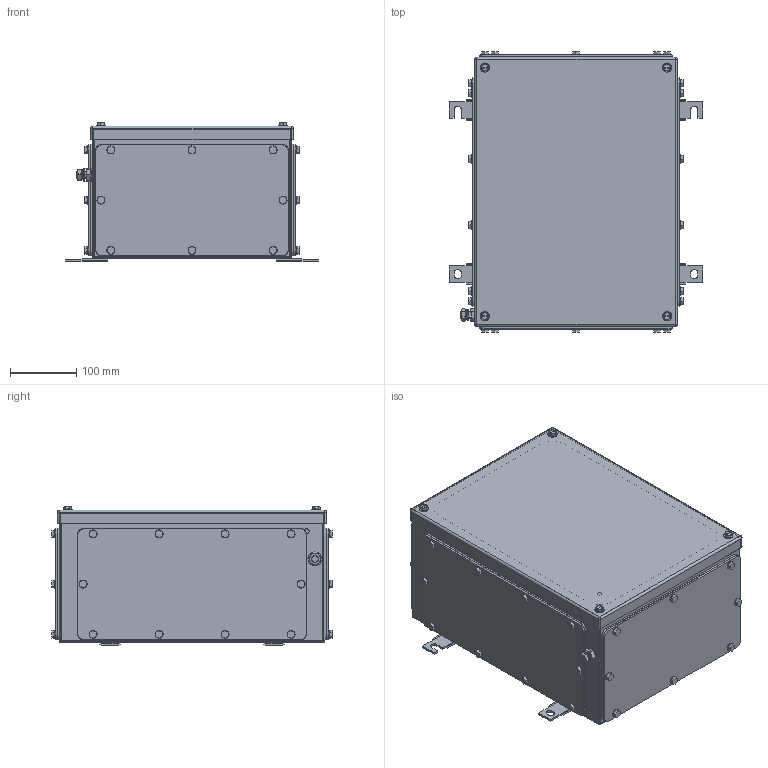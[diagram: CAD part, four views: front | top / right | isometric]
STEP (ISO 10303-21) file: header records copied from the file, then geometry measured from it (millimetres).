
FILE_DESCRIPTION(('CATIA V5 STEP Exchange','CAx-IF Rec.Pracs.--- Model Styling and Organization---1.4--- 2014-01-23'),'2;1');
FILE_NAME ('008648-4_2_1196090000_1196090000.stp','2019-09-25T06:06:01+00:00',('none'),('Weidmueller'),'CATIA Version 5-6 Release 2016 SP3 HF44','CATIA V5 STEP AP214','none');
FILE_SCHEMA(('AUTOMOTIVE_DESIGN { 1 0 10303 214 1 1 1 1 }'));
Products named in the file (1): Product7_AllCATPart
Bounding box: 381 x 422 x 208.5 mm (x, y, z)
Volume: 1570015.2 mm3; surface area: 1531596.2 mm2
Topology: 116 solids, 116 shells, 2480 faces, 5640 edges, 3504 vertices
Faces by surface type: cylinder 1094, plane 876, cone 464, torus 30, sphere 16
Entity records: 66451 total; most frequent: CARTESIAN_POINT 14614, ORIENTED_EDGE 11072, DIRECTION 8583, EDGE_CURVE 5536, AXIS2_PLACEMENT_3D 4006, VERTEX_POINT 3504, EDGE_LOOP 2980, VECTOR 2830
